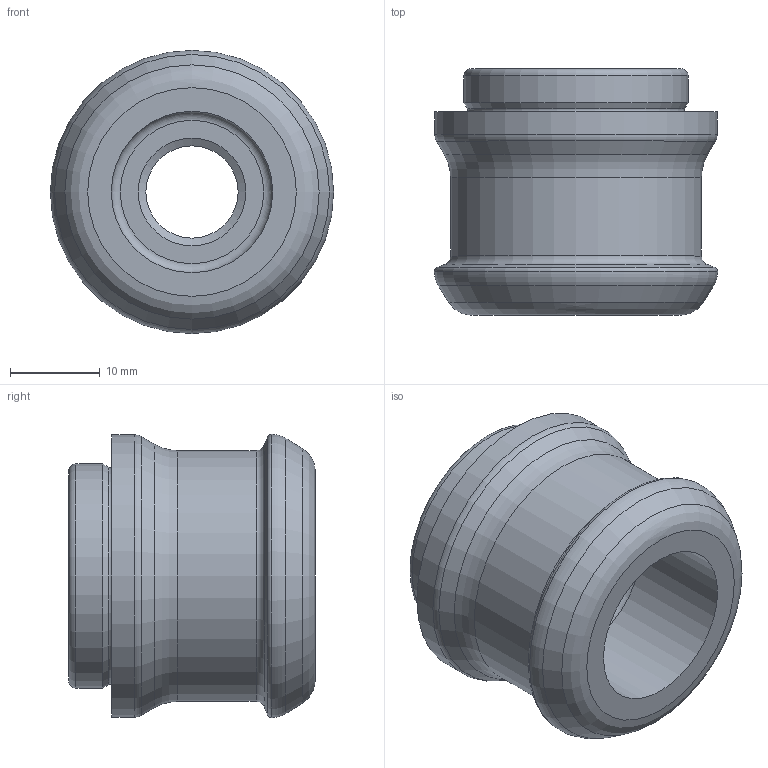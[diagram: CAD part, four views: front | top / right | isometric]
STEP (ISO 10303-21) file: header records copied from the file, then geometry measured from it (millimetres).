
FILE_DESCRIPTION (( 'STEP AP214' ), '1' );
FILE_NAME ('5000 014-1 (066-122-03) EZN OZ ø25 BI. 4.8 NIROSTA airtec.STEP', '2022-02-09T15:19:12', ( '' ), ( '' ), 'SwSTEP 2.0', 'SolidWorks 2021', '' );
FILE_SCHEMA (( 'AUTOMOTIVE_DESIGN' ));
Length unit declared in the file: millimetre
Products named in the file (1): 5000 014-1 (066-122-03) EZN OZ ø25 BI. 4.8 NIROSTA airtec
Bounding box: 31.6 x 27.5 x 31.6 mm (x, y, z)
Volume: 12876.1 mm3; surface area: 4950.6 mm2
Topology: 1 solids, 1 shells, 32 faces, 60 edges, 34 vertices
Faces by surface type: torus 12, cone 7, cylinder 7, plane 6
Full cylindrical faces by diameter (mm): 10.3 x1, 12.5 x1, 18 x1, 25 x1, 28 x1, 31.5 x1, 31.6 x1
Entity records: 803 total; most frequent: DIRECTION 130, CARTESIAN_POINT 97, AXIS2_PLACEMENT_3D 65, EDGE_LOOP 64, ORIENTED_EDGE 64, FACE_OUTER_BOUND 51, CIRCLE 32, VERTEX_POINT 32
